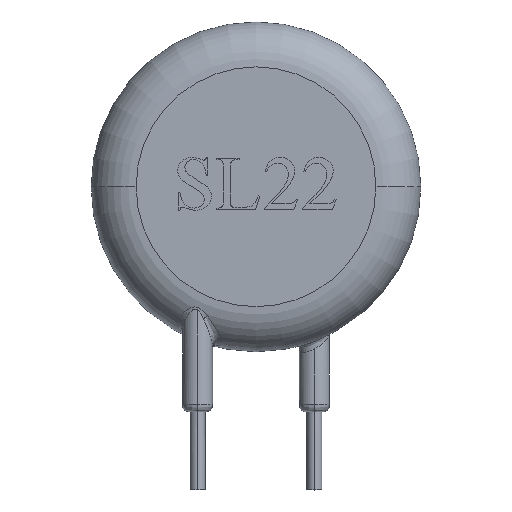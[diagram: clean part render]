
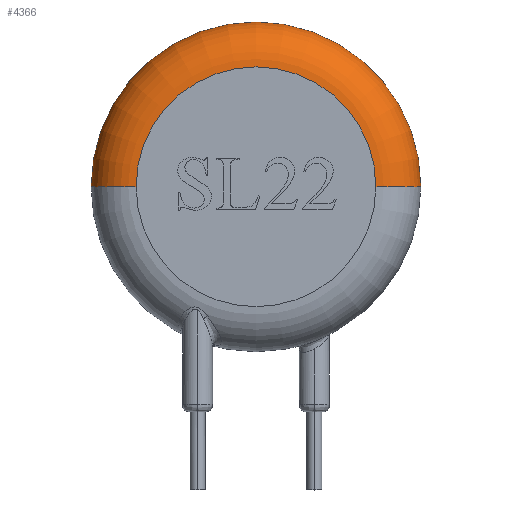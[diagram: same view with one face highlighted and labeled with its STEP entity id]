
A CAD part, top view. The second image highlights one B-rep face of the part: STEP entity #4366.
In plain terms, the highlighted toroidal (fillet/blend) face has major radius 8 mm and minor radius 3 mm.
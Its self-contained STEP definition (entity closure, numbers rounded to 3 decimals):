
#108 = VERTEX_POINT ( 'NONE', #6013 ) ;
#137 = DIRECTION ( 'NONE',  ( 1., 0., 0. ) ) ;
#139 = EDGE_CURVE ( 'NONE', #108, #4161, #3757, .T. ) ;
#261 = VERTEX_POINT ( 'NONE', #2609 ) ;
#501 = CARTESIAN_POINT ( 'NONE',  ( 0., 0., 0. ) ) ;
#520 = TOROIDAL_SURFACE ( 'NONE', #4435, 8., 3. ) ;
#721 = CARTESIAN_POINT ( 'NONE',  ( 0., 0., 6. ) ) ;
#728 = EDGE_CURVE ( 'NONE', #261, #1460, #4769, .T. ) ;
#822 = DIRECTION ( 'NONE',  ( -1., 0., 0. ) ) ;
#972 = CIRCLE ( 'NONE', #4559, 3. ) ;
#1184 = AXIS2_PLACEMENT_3D ( 'NONE', #721, #4404, #137 ) ;
#1288 = EDGE_CURVE ( 'NONE', #1460, #108, #972, .T. ) ;
#1352 = DIRECTION ( 'NONE',  ( 0., 0., 1. ) ) ;
#1460 = VERTEX_POINT ( 'NONE', #3588 ) ;
#1696 = ORIENTED_EDGE ( 'NONE', *, *, #139, .F. ) ;
#1742 = CIRCLE ( 'NONE', #5100, 3. ) ;
#1919 = ORIENTED_EDGE ( 'NONE', *, *, #1288, .F. ) ;
#1991 = CARTESIAN_POINT ( 'NONE',  ( -8., 0., 6. ) ) ;
#2317 = ORIENTED_EDGE ( 'NONE', *, *, #728, .F. ) ;
#2474 = CARTESIAN_POINT ( 'NONE',  ( 0., 0., 3. ) ) ;
#2609 = CARTESIAN_POINT ( 'NONE',  ( -8., 0., 0. ) ) ;
#2612 = EDGE_CURVE ( 'NONE', #261, #4161, #1742, .T. ) ;
#3528 = CARTESIAN_POINT ( 'NONE',  ( 8., 0., 3. ) ) ;
#3588 = CARTESIAN_POINT ( 'NONE',  ( 8., 0., 0. ) ) ;
#3757 = CIRCLE ( 'NONE', #1184, 8. ) ;
#3800 = FACE_OUTER_BOUND ( 'NONE', #6368, .T. ) ;
#4051 = DIRECTION ( 'NONE',  ( 1., 0., 0. ) ) ;
#4158 = DIRECTION ( 'NONE',  ( 0., 0., -1. ) ) ;
#4161 = VERTEX_POINT ( 'NONE', #1991 ) ;
#4214 = DIRECTION ( 'NONE',  ( 1., 0., 0. ) ) ;
#4366 = ADVANCED_FACE ( 'NONE', ( #3800 ), #520, .T. ) ;
#4404 = DIRECTION ( 'NONE',  ( 0., 0., 1. ) ) ;
#4435 = AXIS2_PLACEMENT_3D ( 'NONE', #2474, #1352, #4051 ) ;
#4559 = AXIS2_PLACEMENT_3D ( 'NONE', #3528, #4684, #4158 ) ;
#4684 = DIRECTION ( 'NONE',  ( 0., -1., 0. ) ) ;
#4769 = CIRCLE ( 'NONE', #6658, 8. ) ;
#5100 = AXIS2_PLACEMENT_3D ( 'NONE', #6150, #6183, #822 ) ;
#6013 = CARTESIAN_POINT ( 'NONE',  ( 8., 0., 6. ) ) ;
#6150 = CARTESIAN_POINT ( 'NONE',  ( -8., 0., 3. ) ) ;
#6183 = DIRECTION ( 'NONE',  ( 0., 1., 0. ) ) ;
#6328 = ORIENTED_EDGE ( 'NONE', *, *, #2612, .T. ) ;
#6368 = EDGE_LOOP ( 'NONE', ( #2317, #6328, #1696, #1919 ) ) ;
#6658 = AXIS2_PLACEMENT_3D ( 'NONE', #501, #6852, #4214 ) ;
#6852 = DIRECTION ( 'NONE',  ( 0., 0., -1. ) ) ;
